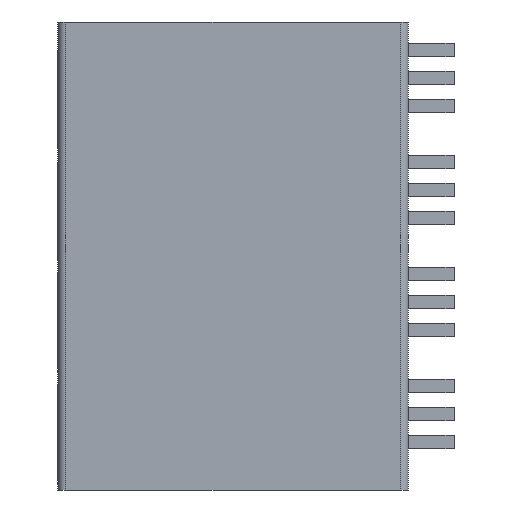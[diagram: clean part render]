
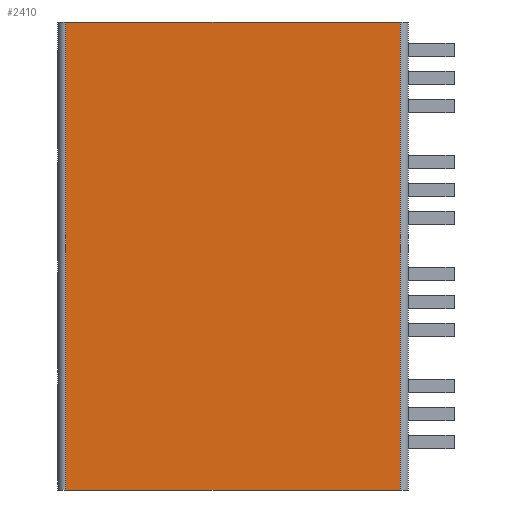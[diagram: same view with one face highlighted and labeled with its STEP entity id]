
A CAD part, left-side view. The second image highlights one B-rep face of the part: STEP entity #2410.
In plain terms, the highlighted planar face has unit normal (-1, 0, 0).
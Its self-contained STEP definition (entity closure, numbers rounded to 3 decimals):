
#15=DIRECTION('',(0.,-1.,0.));
#16=VECTOR('',#15,29.9);
#17=CARTESIAN_POINT('',(-12.35,14.95,-36.8));
#18=LINE('',#17,#16);
#245=DIRECTION('',(0.,0.,-1.));
#246=VECTOR('',#245,41.8);
#247=CARTESIAN_POINT('',(-12.35,-14.95,5.));
#248=LINE('',#247,#246);
#249=DIRECTION('',(0.,0.,1.));
#250=VECTOR('',#249,41.8);
#251=CARTESIAN_POINT('',(-12.35,14.95,-36.8));
#252=LINE('',#251,#250);
#276=DIRECTION('',(0.,-1.,0.));
#277=VECTOR('',#276,29.9);
#278=CARTESIAN_POINT('',(-12.35,14.95,5.));
#279=LINE('',#278,#277);
#1730=CARTESIAN_POINT('',(-12.35,-14.95,-36.8));
#1732=VERTEX_POINT('',#1730);
#1733=CARTESIAN_POINT('',(-12.35,-14.95,5.));
#1734=VERTEX_POINT('',#1733);
#1737=CARTESIAN_POINT('',(-12.35,14.95,-36.8));
#1738=VERTEX_POINT('',#1737);
#1742=CARTESIAN_POINT('',(-12.35,14.95,5.));
#1744=VERTEX_POINT('',#1742);
#2397=CARTESIAN_POINT('',(-12.35,15.65,-36.8));
#2398=DIRECTION('',(-1.,0.,0.));
#2399=DIRECTION('',(0.,-1.,0.));
#2400=AXIS2_PLACEMENT_3D('',#2397,#2398,#2399);
#2401=PLANE('',#2400);
#2402=ORIENTED_EDGE('',*,*,#2389,.T.);
#2403=ORIENTED_EDGE('',*,*,#2193,.F.);
#2405=ORIENTED_EDGE('',*,*,#2404,.T.);
#2407=ORIENTED_EDGE('',*,*,#2406,.T.);
#2408=EDGE_LOOP('',(#2402,#2403,#2405,#2407));
#2409=FACE_OUTER_BOUND('',#2408,.F.);
#2410=ADVANCED_FACE('',(#2409),#2401,.T.);
#2193=EDGE_CURVE('',#1738,#1732,#18,.T.);
#2389=EDGE_CURVE('',#1734,#1732,#248,.T.);
#2404=EDGE_CURVE('',#1738,#1744,#252,.T.);
#2406=EDGE_CURVE('',#1744,#1734,#279,.T.);
